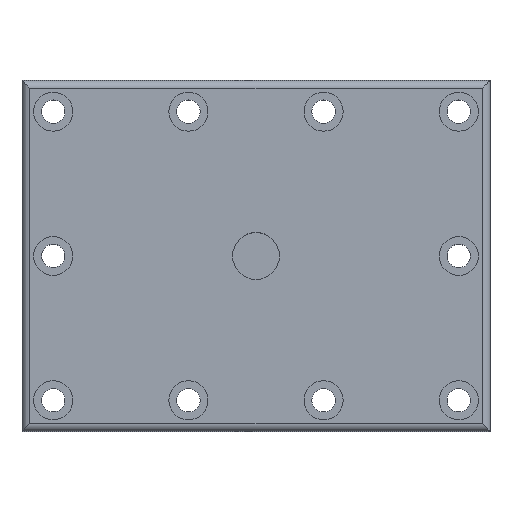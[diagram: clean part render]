
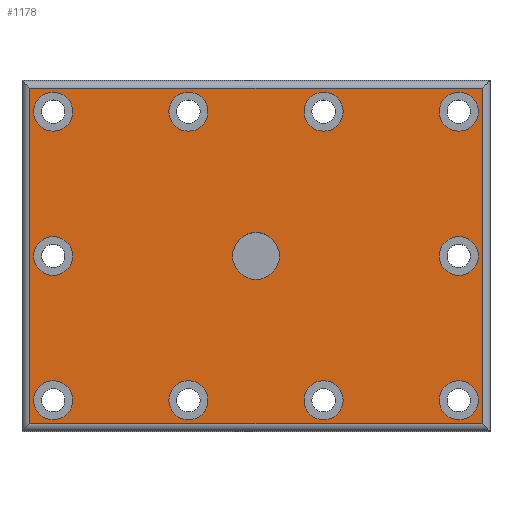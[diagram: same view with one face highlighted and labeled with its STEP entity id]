
A CAD part, top view. The second image highlights one B-rep face of the part: STEP entity #1178.
In plain terms, the highlighted planar face has unit normal (0, 0, 1).
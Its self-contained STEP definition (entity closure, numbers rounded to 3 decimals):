
#178=CARTESIAN_POINT('',(0.,0.,4.));
#179=DIRECTION('',(0.,0.,1.));
#180=DIRECTION('',(1.,0.,0.));
#181=AXIS2_PLACEMENT_3D('',#178,#179,#180);
#183=CARTESIAN_POINT('',(0.,0.,4.));
#184=DIRECTION('',(0.,0.,1.));
#185=DIRECTION('',(-1.,0.,0.));
#186=AXIS2_PLACEMENT_3D('',#183,#184,#185);
#188=DIRECTION('',(0.,-1.,0.));
#189=VECTOR('',#188,86.);
#190=CARTESIAN_POINT('',(-58.,43.,4.));
#191=LINE('359',#190,#189);
#192=DIRECTION('',(-1.,0.,0.));
#193=VECTOR('',#192,116.);
#194=CARTESIAN_POINT('',(58.,43.,4.));
#195=LINE('365',#194,#193);
#196=DIRECTION('',(0.,1.,0.));
#197=VECTOR('',#196,86.);
#198=CARTESIAN_POINT('',(58.,-43.,4.));
#199=LINE('362',#198,#197);
#200=DIRECTION('',(1.,0.,0.));
#201=VECTOR('',#200,116.);
#202=CARTESIAN_POINT('',(-58.,-43.,4.));
#203=LINE('361',#202,#201);
#204=CARTESIAN_POINT('',(52.,0.,4.));
#205=DIRECTION('',(0.,0.,1.));
#206=DIRECTION('',(1.,0.,0.));
#207=AXIS2_PLACEMENT_3D('',#204,#205,#206);
#209=CARTESIAN_POINT('',(52.,0.,4.));
#210=DIRECTION('',(0.,0.,1.));
#211=DIRECTION('',(-1.,0.,0.));
#212=AXIS2_PLACEMENT_3D('',#209,#210,#211);
#214=CARTESIAN_POINT('',(52.,-37.,4.));
#215=DIRECTION('',(0.,0.,1.));
#216=DIRECTION('',(1.,0.,0.));
#217=AXIS2_PLACEMENT_3D('',#214,#215,#216);
#219=CARTESIAN_POINT('',(52.,-37.,4.));
#220=DIRECTION('',(0.,0.,1.));
#221=DIRECTION('',(-1.,0.,0.));
#222=AXIS2_PLACEMENT_3D('',#219,#220,#221);
#224=CARTESIAN_POINT('',(17.335,-37.,4.));
#225=DIRECTION('',(0.,0.,1.));
#226=DIRECTION('',(1.,0.,0.));
#227=AXIS2_PLACEMENT_3D('',#224,#225,#226);
#229=CARTESIAN_POINT('',(17.335,-37.,4.));
#230=DIRECTION('',(0.,0.,1.));
#231=DIRECTION('',(-1.,0.,0.));
#232=AXIS2_PLACEMENT_3D('',#229,#230,#231);
#234=CARTESIAN_POINT('',(52.,37.,4.));
#235=DIRECTION('',(0.,0.,-1.));
#236=DIRECTION('',(1.,0.,0.));
#237=AXIS2_PLACEMENT_3D('',#234,#235,#236);
#239=CARTESIAN_POINT('',(52.,37.,4.));
#240=DIRECTION('',(0.,0.,-1.));
#241=DIRECTION('',(-1.,0.,0.));
#242=AXIS2_PLACEMENT_3D('',#239,#240,#241);
#244=CARTESIAN_POINT('',(17.335,37.,4.));
#245=DIRECTION('',(0.,0.,-1.));
#246=DIRECTION('',(1.,0.,0.));
#247=AXIS2_PLACEMENT_3D('',#244,#245,#246);
#249=CARTESIAN_POINT('',(17.335,37.,4.));
#250=DIRECTION('',(0.,0.,-1.));
#251=DIRECTION('',(-1.,0.,0.));
#252=AXIS2_PLACEMENT_3D('',#249,#250,#251);
#254=CARTESIAN_POINT('',(-52.,0.,4.));
#255=DIRECTION('',(0.,0.,-1.));
#256=DIRECTION('',(-1.,0.,0.));
#257=AXIS2_PLACEMENT_3D('',#254,#255,#256);
#259=CARTESIAN_POINT('',(-52.,0.,4.));
#260=DIRECTION('',(0.,0.,-1.));
#261=DIRECTION('',(1.,0.,0.));
#262=AXIS2_PLACEMENT_3D('',#259,#260,#261);
#264=CARTESIAN_POINT('',(-52.,-37.,4.));
#265=DIRECTION('',(0.,0.,-1.));
#266=DIRECTION('',(-1.,0.,0.));
#267=AXIS2_PLACEMENT_3D('',#264,#265,#266);
#269=CARTESIAN_POINT('',(-52.,-37.,4.));
#270=DIRECTION('',(0.,0.,-1.));
#271=DIRECTION('',(1.,0.,0.));
#272=AXIS2_PLACEMENT_3D('',#269,#270,#271);
#274=CARTESIAN_POINT('',(-17.335,-37.,4.));
#275=DIRECTION('',(0.,0.,-1.));
#276=DIRECTION('',(-1.,0.,0.));
#277=AXIS2_PLACEMENT_3D('',#274,#275,#276);
#279=CARTESIAN_POINT('',(-17.335,-37.,4.));
#280=DIRECTION('',(0.,0.,-1.));
#281=DIRECTION('',(1.,0.,0.));
#282=AXIS2_PLACEMENT_3D('',#279,#280,#281);
#284=CARTESIAN_POINT('',(-52.,37.,4.));
#285=DIRECTION('',(0.,0.,1.));
#286=DIRECTION('',(-1.,0.,0.));
#287=AXIS2_PLACEMENT_3D('',#284,#285,#286);
#289=CARTESIAN_POINT('',(-52.,37.,4.));
#290=DIRECTION('',(0.,0.,1.));
#291=DIRECTION('',(1.,0.,0.));
#292=AXIS2_PLACEMENT_3D('',#289,#290,#291);
#294=CARTESIAN_POINT('',(-17.335,37.,4.));
#295=DIRECTION('',(0.,0.,1.));
#296=DIRECTION('',(-1.,0.,0.));
#297=AXIS2_PLACEMENT_3D('',#294,#295,#296);
#299=CARTESIAN_POINT('',(-17.335,37.,4.));
#300=DIRECTION('',(0.,0.,1.));
#301=DIRECTION('',(1.,0.,0.));
#302=AXIS2_PLACEMENT_3D('',#299,#300,#301);
#788=CARTESIAN_POINT('',(6.,0.,4.));
#789=CARTESIAN_POINT('',(-6.,0.,4.));
#790=VERTEX_POINT('',#788);
#791=VERTEX_POINT('',#789);
#804=CARTESIAN_POINT('',(57.,0.,4.));
#805=CARTESIAN_POINT('',(47.,0.,4.));
#806=VERTEX_POINT('',#804);
#807=VERTEX_POINT('',#805);
#812=CARTESIAN_POINT('',(-58.,43.,4.));
#813=CARTESIAN_POINT('',(-58.,-43.,4.));
#814=VERTEX_POINT('',#812);
#815=VERTEX_POINT('',#813);
#818=CARTESIAN_POINT('',(58.,-43.,4.));
#819=VERTEX_POINT('',#818);
#820=CARTESIAN_POINT('',(58.,43.,4.));
#821=VERTEX_POINT('',#820);
#832=CARTESIAN_POINT('',(57.,-37.,4.));
#833=VERTEX_POINT('',#832);
#836=CARTESIAN_POINT('',(47.,-37.,4.));
#837=VERTEX_POINT('',#836);
#848=CARTESIAN_POINT('',(22.335,-37.,4.));
#849=VERTEX_POINT('',#848);
#852=CARTESIAN_POINT('',(12.335,-37.,4.));
#853=VERTEX_POINT('',#852);
#864=CARTESIAN_POINT('',(57.,37.,4.));
#865=VERTEX_POINT('',#864);
#868=CARTESIAN_POINT('',(47.,37.,4.));
#869=VERTEX_POINT('',#868);
#880=CARTESIAN_POINT('',(22.335,37.,4.));
#881=VERTEX_POINT('',#880);
#884=CARTESIAN_POINT('',(12.335,37.,4.));
#885=VERTEX_POINT('',#884);
#896=CARTESIAN_POINT('',(-57.,0.,4.));
#897=VERTEX_POINT('',#896);
#900=CARTESIAN_POINT('',(-47.,0.,4.));
#901=VERTEX_POINT('',#900);
#912=CARTESIAN_POINT('',(-57.,-37.,4.));
#913=VERTEX_POINT('',#912);
#916=CARTESIAN_POINT('',(-47.,-37.,4.));
#917=VERTEX_POINT('',#916);
#928=CARTESIAN_POINT('',(-22.335,-37.,4.));
#929=VERTEX_POINT('',#928);
#932=CARTESIAN_POINT('',(-12.335,-37.,4.));
#933=VERTEX_POINT('',#932);
#944=CARTESIAN_POINT('',(-57.,37.,4.));
#945=VERTEX_POINT('',#944);
#948=CARTESIAN_POINT('',(-47.,37.,4.));
#949=VERTEX_POINT('',#948);
#960=CARTESIAN_POINT('',(-22.335,37.,4.));
#961=VERTEX_POINT('',#960);
#964=CARTESIAN_POINT('',(-12.335,37.,4.));
#965=VERTEX_POINT('',#964);
#1099=CARTESIAN_POINT('',(0.,0.,4.));
#1100=DIRECTION('',(0.,0.,1.));
#1101=DIRECTION('',(1.,0.,0.));
#1102=AXIS2_PLACEMENT_3D('',#1099,#1100,#1101);
#1103=PLANE('81',#1102);
#1105=ORIENTED_EDGE('359',*,*,#1104,.F.);
#1106=ORIENTED_EDGE('365',*,*,#1077,.F.);
#1107=ORIENTED_EDGE('362',*,*,#1089,.F.);
#1109=ORIENTED_EDGE('361',*,*,#1108,.F.);
#1110=EDGE_LOOP('81',(#1105,#1106,#1107,#1109));
#1111=FACE_OUTER_BOUND('81',#1110,.F.);
#1113=ORIENTED_EDGE('189',*,*,#1112,.T.);
#1115=ORIENTED_EDGE('190',*,*,#1114,.T.);
#1116=EDGE_LOOP('81',(#1113,#1115));
#1117=FACE_BOUND('81',#1116,.F.);
#1119=ORIENTED_EDGE('248',*,*,#1118,.T.);
#1121=ORIENTED_EDGE('249',*,*,#1120,.T.);
#1122=EDGE_LOOP('81',(#1119,#1121));
#1123=FACE_BOUND('81',#1122,.F.);
#1125=ORIENTED_EDGE('449',*,*,#1124,.T.);
#1127=ORIENTED_EDGE('450',*,*,#1126,.T.);
#1128=EDGE_LOOP('81',(#1125,#1127));
#1129=FACE_BOUND('81',#1128,.F.);
#1131=ORIENTED_EDGE('510',*,*,#1130,.T.);
#1133=ORIENTED_EDGE('511',*,*,#1132,.T.);
#1134=EDGE_LOOP('81',(#1131,#1133));
#1135=FACE_BOUND('81',#1134,.F.);
#1137=ORIENTED_EDGE('614',*,*,#1136,.F.);
#1139=ORIENTED_EDGE('615',*,*,#1138,.F.);
#1140=EDGE_LOOP('81',(#1137,#1139));
#1141=FACE_BOUND('81',#1140,.F.);
#1143=ORIENTED_EDGE('631',*,*,#1142,.F.);
#1145=ORIENTED_EDGE('632',*,*,#1144,.F.);
#1146=EDGE_LOOP('81',(#1143,#1145));
#1147=FACE_BOUND('81',#1146,.F.);
#1149=ORIENTED_EDGE('864',*,*,#1148,.F.);
#1151=ORIENTED_EDGE('865',*,*,#1150,.F.);
#1152=EDGE_LOOP('81',(#1149,#1151));
#1153=FACE_BOUND('81',#1152,.F.);
#1155=ORIENTED_EDGE('881',*,*,#1154,.F.);
#1157=ORIENTED_EDGE('882',*,*,#1156,.F.);
#1158=EDGE_LOOP('81',(#1155,#1157));
#1159=FACE_BOUND('81',#1158,.F.);
#1161=ORIENTED_EDGE('898',*,*,#1160,.F.);
#1163=ORIENTED_EDGE('899',*,*,#1162,.F.);
#1164=EDGE_LOOP('81',(#1161,#1163));
#1165=FACE_BOUND('81',#1164,.F.);
#1167=ORIENTED_EDGE('915',*,*,#1166,.T.);
#1169=ORIENTED_EDGE('916',*,*,#1168,.T.);
#1170=EDGE_LOOP('81',(#1167,#1169));
#1171=FACE_BOUND('81',#1170,.F.);
#1173=ORIENTED_EDGE('932',*,*,#1172,.T.);
#1175=ORIENTED_EDGE('933',*,*,#1174,.T.);
#1176=EDGE_LOOP('81',(#1173,#1175));
#1177=FACE_BOUND('81',#1176,.F.);
#182=CIRCLE('189',#181,6.);
#187=CIRCLE('190',#186,6.);
#208=CIRCLE('248',#207,5.);
#213=CIRCLE('249',#212,5.);
#218=CIRCLE('449',#217,5.);
#223=CIRCLE('450',#222,5.);
#228=CIRCLE('510',#227,5.);
#233=CIRCLE('511',#232,5.);
#238=CIRCLE('614',#237,5.);
#243=CIRCLE('615',#242,5.);
#248=CIRCLE('631',#247,5.);
#253=CIRCLE('632',#252,5.);
#258=CIRCLE('864',#257,5.);
#263=CIRCLE('865',#262,5.);
#268=CIRCLE('881',#267,5.);
#273=CIRCLE('882',#272,5.);
#278=CIRCLE('898',#277,5.);
#283=CIRCLE('899',#282,5.);
#288=CIRCLE('915',#287,5.);
#293=CIRCLE('916',#292,5.);
#298=CIRCLE('932',#297,5.);
#303=CIRCLE('933',#302,5.);
#1077=EDGE_CURVE('365',#821,#814,#195,.T.);
#1089=EDGE_CURVE('362',#819,#821,#199,.T.);
#1104=EDGE_CURVE('359',#814,#815,#191,.T.);
#1108=EDGE_CURVE('361',#815,#819,#203,.T.);
#1112=EDGE_CURVE('189',#790,#791,#182,.T.);
#1114=EDGE_CURVE('190',#791,#790,#187,.T.);
#1118=EDGE_CURVE('248',#806,#807,#208,.T.);
#1120=EDGE_CURVE('249',#807,#806,#213,.T.);
#1124=EDGE_CURVE('449',#833,#837,#218,.T.);
#1126=EDGE_CURVE('450',#837,#833,#223,.T.);
#1130=EDGE_CURVE('510',#849,#853,#228,.T.);
#1132=EDGE_CURVE('511',#853,#849,#233,.T.);
#1136=EDGE_CURVE('614',#865,#869,#238,.T.);
#1138=EDGE_CURVE('615',#869,#865,#243,.T.);
#1142=EDGE_CURVE('631',#881,#885,#248,.T.);
#1144=EDGE_CURVE('632',#885,#881,#253,.T.);
#1148=EDGE_CURVE('864',#897,#901,#258,.T.);
#1150=EDGE_CURVE('865',#901,#897,#263,.T.);
#1154=EDGE_CURVE('881',#913,#917,#268,.T.);
#1156=EDGE_CURVE('882',#917,#913,#273,.T.);
#1160=EDGE_CURVE('898',#929,#933,#278,.T.);
#1162=EDGE_CURVE('899',#933,#929,#283,.T.);
#1166=EDGE_CURVE('915',#945,#949,#288,.T.);
#1168=EDGE_CURVE('916',#949,#945,#293,.T.);
#1172=EDGE_CURVE('932',#961,#965,#298,.T.);
#1174=EDGE_CURVE('933',#965,#961,#303,.T.);
#1178=ADVANCED_FACE('81',(#1111,#1117,#1123,#1129,#1135,#1141,#1147,#1153,#1159,
#1165,#1171,#1177),#1103,.T.);
